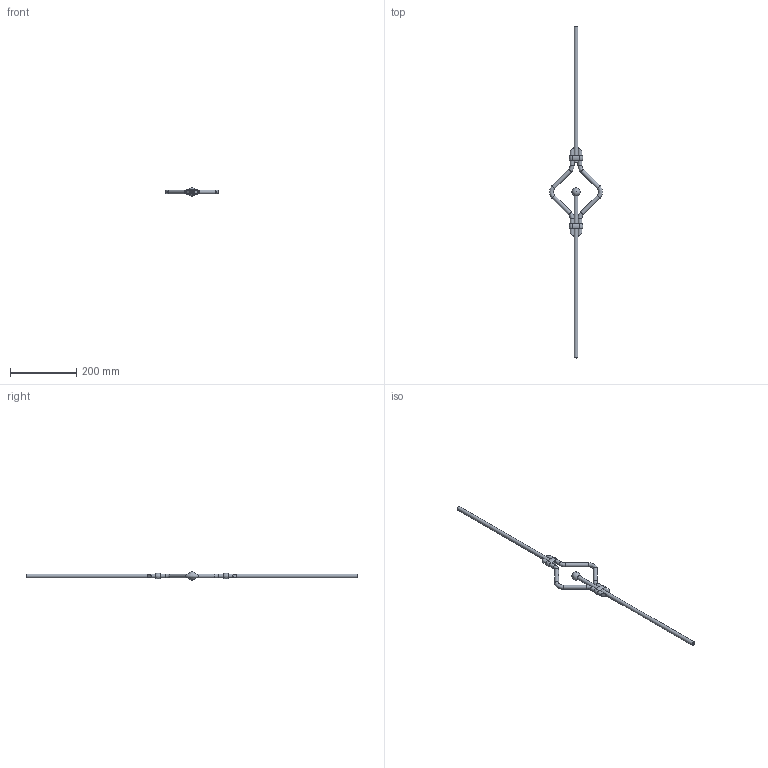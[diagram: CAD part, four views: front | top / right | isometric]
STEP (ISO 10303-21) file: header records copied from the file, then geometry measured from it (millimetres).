
FILE_DESCRIPTION (( 'STEP AP203' ), '1' );
FILE_NAME ('56141-240-D.STEP', '2022-04-26T06:23:25', ( '' ), ( '' ), 'SwSTEP 2.0', 'SolidWorks 2018', '' );
FILE_SCHEMA (( 'CONFIG_CONTROL_DESIGN' ));
Length unit declared in the file: millimetre
Products named in the file (5): 56141-240-D Teil3_56141-240-D Teil3; 56141-240-D Teil4_56141-240-D Teil4; 56141-240-D; 56141-240-D Teil1_56141-240-D Teil1; 56141-240-D Teil2_56141-240-D Teil2
Assembly tree (6 placements, depth 2):
  56141-240-D
    56141-240-D Teil1_56141-240-D Teil1
    56141-240-D Teil2_56141-240-D Teil2
    56141-240-D Teil3_56141-240-D Teil3  x2
    56141-240-D Teil4_56141-240-D Teil4  x2
Bounding box: 159.86 x 1000 x 25 mm (x, y, z)
Volume: 183135.7 mm3; surface area: 65542.5 mm2
Topology: 6 solids, 6 shells, 342 faces, 871 edges, 564 vertices
Faces by surface type: plane 204, bspline 107, cylinder 20, torus 10, sphere 1
Full cylindrical faces by diameter (mm): 12 x10
Entity records: 15074 total; most frequent: CARTESIAN_POINT 7599, ORIENTED_EDGE 1604, DIRECTION 1039, EDGE_CURVE 802, LINE 563, VECTOR 563, VERTEX_POINT 532, EDGE_LOOP 350
